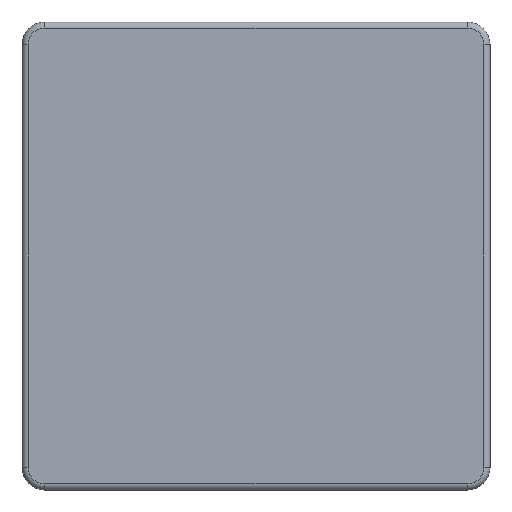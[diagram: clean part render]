
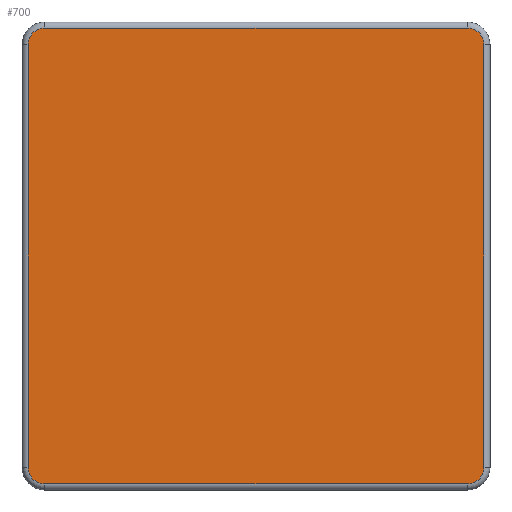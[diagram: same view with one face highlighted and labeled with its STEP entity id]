
A CAD part, left-side view. The second image highlights one B-rep face of the part: STEP entity #700.
In plain terms, the highlighted planar face has unit normal (-1, 0, 0).
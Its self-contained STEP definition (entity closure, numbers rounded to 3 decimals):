
#1=CARTESIAN_POINT('',(0.,2.8,-2.8));
#2=DIRECTION('',(-1.,0.,0.));
#3=DIRECTION('',(0.,1.,0.));
#4=AXIS2_PLACEMENT_3D('',#1,#2,#3);
#6=DIRECTION('',(0.,0.,-1.));
#7=VECTOR('',#6,5.6);
#8=CARTESIAN_POINT('',(0.,3.02,2.8));
#9=LINE('',#8,#7);
#10=CARTESIAN_POINT('',(0.,2.8,2.8));
#11=DIRECTION('',(-1.,0.,0.));
#12=DIRECTION('',(0.,0.,1.));
#13=AXIS2_PLACEMENT_3D('',#10,#11,#12);
#15=DIRECTION('',(0.,1.,0.));
#16=VECTOR('',#15,5.6);
#17=CARTESIAN_POINT('',(0.,-2.8,3.02));
#18=LINE('',#17,#16);
#19=CARTESIAN_POINT('',(0.,-2.8,2.8));
#20=DIRECTION('',(-1.,0.,0.));
#21=DIRECTION('',(0.,-1.,0.));
#22=AXIS2_PLACEMENT_3D('',#19,#20,#21);
#24=DIRECTION('',(0.,0.,1.));
#25=VECTOR('',#24,5.6);
#26=CARTESIAN_POINT('',(0.,-3.02,-2.8));
#27=LINE('',#26,#25);
#28=CARTESIAN_POINT('',(0.,-2.8,-2.8));
#29=DIRECTION('',(-1.,0.,0.));
#30=DIRECTION('',(0.,0.,-1.));
#31=AXIS2_PLACEMENT_3D('',#28,#29,#30);
#33=DIRECTION('',(0.,-1.,0.));
#34=VECTOR('',#33,5.6);
#35=CARTESIAN_POINT('',(0.,2.8,-3.02));
#36=LINE('',#35,#34);
#613=CARTESIAN_POINT('',(0.,3.02,-2.8));
#614=CARTESIAN_POINT('',(0.,2.8,-3.02));
#615=VERTEX_POINT('',#613);
#616=VERTEX_POINT('',#614);
#621=CARTESIAN_POINT('',(0.,-2.8,-3.02));
#622=VERTEX_POINT('',#621);
#625=CARTESIAN_POINT('',(0.,-3.02,-2.8));
#626=VERTEX_POINT('',#625);
#629=CARTESIAN_POINT('',(0.,-3.02,2.8));
#630=VERTEX_POINT('',#629);
#633=CARTESIAN_POINT('',(0.,-2.8,3.02));
#634=VERTEX_POINT('',#633);
#637=CARTESIAN_POINT('',(0.,2.8,3.02));
#638=VERTEX_POINT('',#637);
#641=CARTESIAN_POINT('',(0.,3.02,2.8));
#642=VERTEX_POINT('',#641);
#677=CARTESIAN_POINT('',(0.,0.,0.));
#678=DIRECTION('',(1.,0.,0.));
#679=DIRECTION('',(0.,-1.,0.));
#680=AXIS2_PLACEMENT_3D('',#677,#678,#679);
#681=PLANE('',#680);
#683=ORIENTED_EDGE('',*,*,#682,.F.);
#685=ORIENTED_EDGE('',*,*,#684,.F.);
#687=ORIENTED_EDGE('',*,*,#686,.F.);
#689=ORIENTED_EDGE('',*,*,#688,.F.);
#691=ORIENTED_EDGE('',*,*,#690,.F.);
#693=ORIENTED_EDGE('',*,*,#692,.F.);
#695=ORIENTED_EDGE('',*,*,#694,.F.);
#697=ORIENTED_EDGE('',*,*,#696,.F.);
#698=EDGE_LOOP('',(#683,#685,#687,#689,#691,#693,#695,#697));
#699=FACE_OUTER_BOUND('',#698,.F.);
#5=CIRCLE('',#4,0.22);
#14=CIRCLE('',#13,0.22);
#23=CIRCLE('',#22,0.22);
#32=CIRCLE('',#31,0.22);
#682=EDGE_CURVE('',#615,#616,#5,.T.);
#684=EDGE_CURVE('',#642,#615,#9,.T.);
#686=EDGE_CURVE('',#638,#642,#14,.T.);
#688=EDGE_CURVE('',#634,#638,#18,.T.);
#690=EDGE_CURVE('',#630,#634,#23,.T.);
#692=EDGE_CURVE('',#626,#630,#27,.T.);
#694=EDGE_CURVE('',#622,#626,#32,.T.);
#696=EDGE_CURVE('',#616,#622,#36,.T.);
#700=ADVANCED_FACE('',(#699),#681,.F.);
